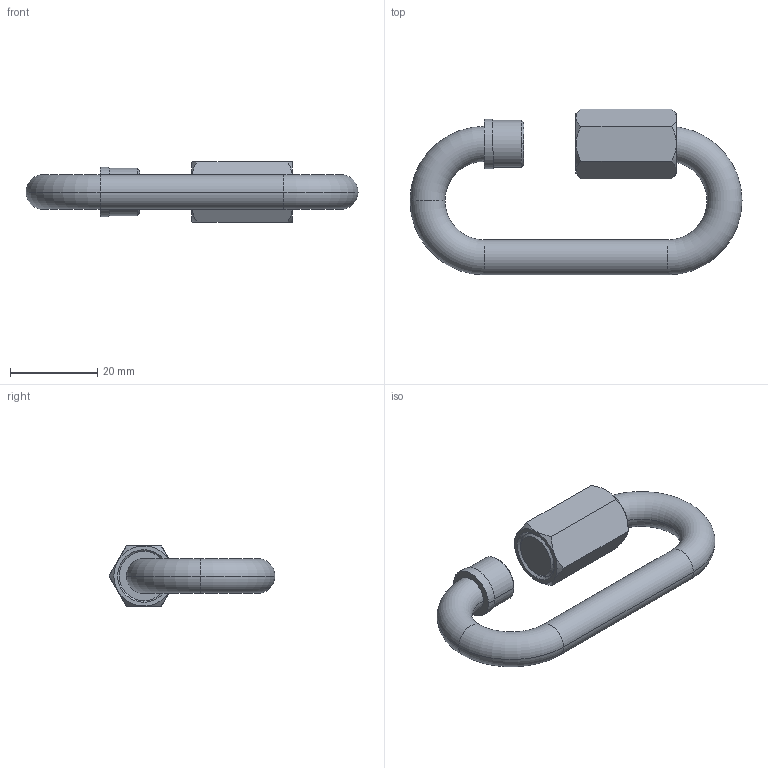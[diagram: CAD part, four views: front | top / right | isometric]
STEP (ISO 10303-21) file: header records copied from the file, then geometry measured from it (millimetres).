
FILE_DESCRIPTION (( 'STEP AP203' ), '1' );
FILE_NAME ('T23500.STEP', '2018-07-17T08:03:00', ( '' ), ( '' ), 'SwSTEP 2.0', 'SolidWorks 2016', '' );
FILE_SCHEMA (( 'CONFIG_CONTROL_DESIGN' ));
Length unit declared in the file: millimetre
Products named in the file (1): T23500
Bounding box: 76 x 37.97 x 13.8 mm (x, y, z)
Volume: 9983.2 mm3; surface area: 6259.3 mm2
Topology: 2 solids, 2 shells, 43 faces, 94 edges, 58 vertices
Faces by surface type: plane 13, cone 12, cylinder 12, torus 6
Entity records: 1383 total; most frequent: CARTESIAN_POINT 348, DIRECTION 214, ORIENTED_EDGE 188, EDGE_CURVE 94, AXIS2_PLACEMENT_3D 92, VERTEX_POINT 58, CIRCLE 48, EDGE_LOOP 48
